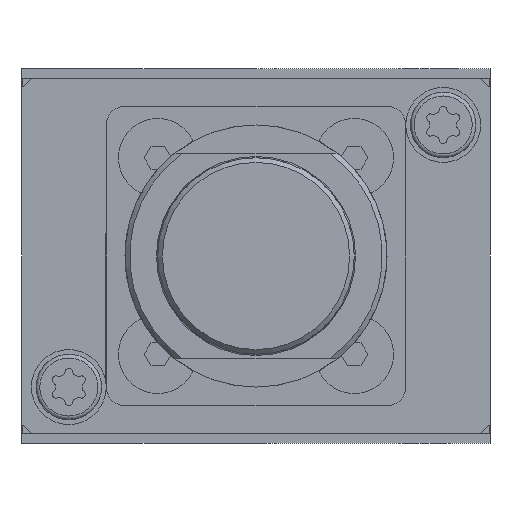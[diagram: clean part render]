
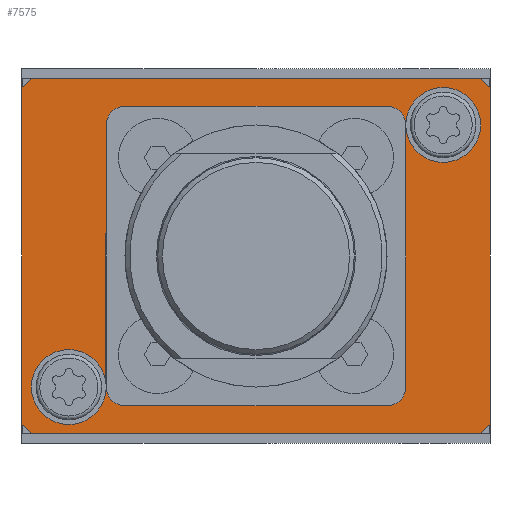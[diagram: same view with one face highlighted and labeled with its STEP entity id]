
A CAD part, front view. The second image highlights one B-rep face of the part: STEP entity #7575.
In plain terms, the highlighted planar face has unit normal (0, -1, 0).
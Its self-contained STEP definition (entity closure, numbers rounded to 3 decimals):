
#269=LINE('',#10788,#746);
#270=LINE('',#10792,#747);
#271=LINE('',#10797,#748);
#272=LINE('',#10801,#749);
#273=LINE('',#10802,#750);
#274=LINE('',#10805,#751);
#275=LINE('',#10807,#752);
#276=LINE('',#10809,#753);
#277=LINE('',#10811,#754);
#278=LINE('',#10813,#755);
#279=LINE('',#10815,#756);
#280=LINE('',#10817,#757);
#746=VECTOR('',#9076,1000.);
#747=VECTOR('',#9079,1000.);
#748=VECTOR('',#9084,1000.);
#749=VECTOR('',#9087,1000.);
#750=VECTOR('',#9088,1000.);
#751=VECTOR('',#9089,1000.);
#752=VECTOR('',#9090,1000.);
#753=VECTOR('',#9091,1000.);
#754=VECTOR('',#9092,1000.);
#755=VECTOR('',#9093,1000.);
#756=VECTOR('',#9094,1000.);
#757=VECTOR('',#9095,1000.);
#1657=ORIENTED_EDGE('',*,*,#2911,.T.);
#1658=ORIENTED_EDGE('',*,*,#2912,.F.);
#1659=ORIENTED_EDGE('',*,*,#2913,.T.);
#1660=ORIENTED_EDGE('',*,*,#2914,.T.);
#1661=ORIENTED_EDGE('',*,*,#2915,.T.);
#1662=ORIENTED_EDGE('',*,*,#2916,.T.);
#1663=ORIENTED_EDGE('',*,*,#2917,.F.);
#1664=ORIENTED_EDGE('',*,*,#2918,.T.);
#1665=ORIENTED_EDGE('',*,*,#2919,.T.);
#1666=ORIENTED_EDGE('',*,*,#2920,.T.);
#1667=ORIENTED_EDGE('',*,*,#2921,.F.);
#1668=ORIENTED_EDGE('',*,*,#2922,.F.);
#1669=ORIENTED_EDGE('',*,*,#2923,.F.);
#1670=ORIENTED_EDGE('',*,*,#2924,.F.);
#1671=ORIENTED_EDGE('',*,*,#2925,.F.);
#1672=ORIENTED_EDGE('',*,*,#2926,.F.);
#1673=ORIENTED_EDGE('',*,*,#2927,.F.);
#1674=ORIENTED_EDGE('',*,*,#2928,.F.);
#2911=EDGE_CURVE('',#3573,#3574,#3928,.T.);
#2912=EDGE_CURVE('',#3574,#3574,#3929,.T.);
#2913=EDGE_CURVE('',#3574,#3575,#269,.T.);
#2914=EDGE_CURVE('',#3575,#3576,#3930,.T.);
#2915=EDGE_CURVE('',#3576,#3577,#270,.T.);
#2916=EDGE_CURVE('',#3577,#3578,#3931,.T.);
#2917=EDGE_CURVE('',#3578,#3578,#3932,.T.);
#2918=EDGE_CURVE('',#3578,#3579,#271,.T.);
#2919=EDGE_CURVE('',#3579,#3580,#3933,.T.);
#2920=EDGE_CURVE('',#3580,#3573,#272,.T.);
#2921=EDGE_CURVE('',#3581,#3582,#273,.T.);
#2922=EDGE_CURVE('',#3583,#3581,#274,.T.);
#2923=EDGE_CURVE('',#3584,#3583,#275,.T.);
#2924=EDGE_CURVE('',#3585,#3584,#276,.T.);
#2925=EDGE_CURVE('',#3586,#3585,#277,.T.);
#2926=EDGE_CURVE('',#3587,#3586,#278,.T.);
#2927=EDGE_CURVE('',#3588,#3587,#279,.T.);
#2928=EDGE_CURVE('',#3582,#3588,#280,.T.);
#3573=VERTEX_POINT('',#10785);
#3574=VERTEX_POINT('',#10786);
#3575=VERTEX_POINT('',#10789);
#3576=VERTEX_POINT('',#10791);
#3577=VERTEX_POINT('',#10793);
#3578=VERTEX_POINT('',#10795);
#3579=VERTEX_POINT('',#10798);
#3580=VERTEX_POINT('',#10800);
#3581=VERTEX_POINT('',#10803);
#3582=VERTEX_POINT('',#10804);
#3583=VERTEX_POINT('',#10806);
#3584=VERTEX_POINT('',#10808);
#3585=VERTEX_POINT('',#10810);
#3586=VERTEX_POINT('',#10812);
#3587=VERTEX_POINT('',#10814);
#3588=VERTEX_POINT('',#10816);
#3928=CIRCLE('',#8054,2.);
#3929=CIRCLE('',#8055,4.);
#3930=CIRCLE('',#8056,2.);
#3931=CIRCLE('',#8057,2.);
#3932=CIRCLE('',#8058,4.);
#3933=CIRCLE('',#8059,2.);
#4205=EDGE_LOOP('',(#1657,#1658,#1659,#1660,#1661,#1662,#1663,#1664,#1665,
#1666));
#4206=EDGE_LOOP('',(#1667,#1668,#1669,#1670,#1671,#1672,#1673,#1674));
#4656=FACE_BOUND('',#4205,.T.);
#4657=FACE_BOUND('',#4206,.T.);
#5022=PLANE('',#8053);
#7575=ADVANCED_FACE('',(#4656,#4657),#5022,.F.);
#8053=AXIS2_PLACEMENT_3D('',#10783,#9070,#9071);
#8054=AXIS2_PLACEMENT_3D('',#10784,#9072,#9073);
#8055=AXIS2_PLACEMENT_3D('',#10787,#9074,#9075);
#8056=AXIS2_PLACEMENT_3D('',#10790,#9077,#9078);
#8057=AXIS2_PLACEMENT_3D('',#10794,#9080,#9081);
#8058=AXIS2_PLACEMENT_3D('',#10796,#9082,#9083);
#8059=AXIS2_PLACEMENT_3D('',#10799,#9085,#9086);
#9070=DIRECTION('',(0.,1.,0.));
#9071=DIRECTION('',(0.,0.,1.));
#9072=DIRECTION('',(0.,1.,0.));
#9073=DIRECTION('',(1.,0.,0.));
#9074=DIRECTION('',(0.,-1.,0.));
#9075=DIRECTION('',(0.,0.,-1.));
#9076=DIRECTION('',(0.,0.,1.));
#9077=DIRECTION('',(0.,1.,0.));
#9078=DIRECTION('',(1.,0.,0.));
#9079=DIRECTION('',(1.,0.,0.));
#9080=DIRECTION('',(0.,1.,0.));
#9081=DIRECTION('',(1.,0.,0.));
#9082=DIRECTION('',(0.,-1.,0.));
#9083=DIRECTION('',(0.,0.,-1.));
#9084=DIRECTION('',(0.,0.,-1.));
#9085=DIRECTION('',(0.,1.,0.));
#9086=DIRECTION('',(1.,0.,0.));
#9087=DIRECTION('',(-1.,0.,0.));
#9088=DIRECTION('',(0.,0.,1.));
#9089=DIRECTION('',(-0.707,0.,0.707));
#9090=DIRECTION('',(-1.,0.,0.));
#9091=DIRECTION('',(-0.707,0.,-0.707));
#9092=DIRECTION('',(0.,0.,-1.));
#9093=DIRECTION('',(0.707,0.,-0.707));
#9094=DIRECTION('',(1.,0.,0.));
#9095=DIRECTION('',(0.707,0.,0.707));
#10783=CARTESIAN_POINT('',(0.,-108.,0.));
#10784=CARTESIAN_POINT('',(-14.,-108.,-14.));
#10785=CARTESIAN_POINT('',(-14.,-108.,-16.));
#10786=CARTESIAN_POINT('',(-16.,-108.,-14.));
#10787=CARTESIAN_POINT('',(-20.,-108.,-14.));
#10788=CARTESIAN_POINT('',(-16.,-108.,-14.));
#10789=CARTESIAN_POINT('',(-16.,-108.,14.));
#10790=CARTESIAN_POINT('',(-14.,-108.,14.));
#10791=CARTESIAN_POINT('',(-14.,-108.,16.));
#10792=CARTESIAN_POINT('',(-14.,-108.,16.));
#10793=CARTESIAN_POINT('',(14.,-108.,16.));
#10794=CARTESIAN_POINT('',(14.,-108.,14.));
#10795=CARTESIAN_POINT('',(16.,-108.,14.));
#10796=CARTESIAN_POINT('',(20.,-108.,14.));
#10797=CARTESIAN_POINT('',(16.,-108.,14.));
#10798=CARTESIAN_POINT('',(16.,-108.,-14.));
#10799=CARTESIAN_POINT('',(14.,-108.,-14.));
#10800=CARTESIAN_POINT('',(14.,-108.,-16.));
#10801=CARTESIAN_POINT('',(14.,-108.,-16.));
#10802=CARTESIAN_POINT('',(-25.,-108.,-18.));
#10803=CARTESIAN_POINT('',(-25.,-108.,-18.));
#10804=CARTESIAN_POINT('',(-25.,-108.,18.));
#10805=CARTESIAN_POINT('',(-24.,-108.,-19.));
#10806=CARTESIAN_POINT('',(-24.,-108.,-19.));
#10807=CARTESIAN_POINT('',(24.,-108.,-19.));
#10808=CARTESIAN_POINT('',(24.,-108.,-19.));
#10809=CARTESIAN_POINT('',(25.,-108.,-18.));
#10810=CARTESIAN_POINT('',(25.,-108.,-18.));
#10811=CARTESIAN_POINT('',(25.,-108.,18.));
#10812=CARTESIAN_POINT('',(25.,-108.,18.));
#10813=CARTESIAN_POINT('',(24.,-108.,19.));
#10814=CARTESIAN_POINT('',(24.,-108.,19.));
#10815=CARTESIAN_POINT('',(-24.,-108.,19.));
#10816=CARTESIAN_POINT('',(-24.,-108.,19.));
#10817=CARTESIAN_POINT('',(-25.,-108.,18.));
